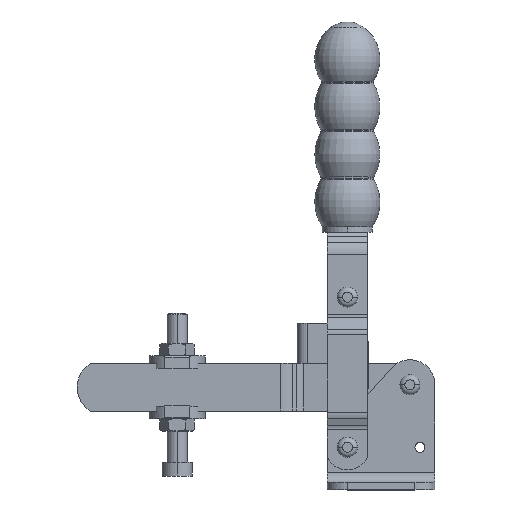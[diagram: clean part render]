
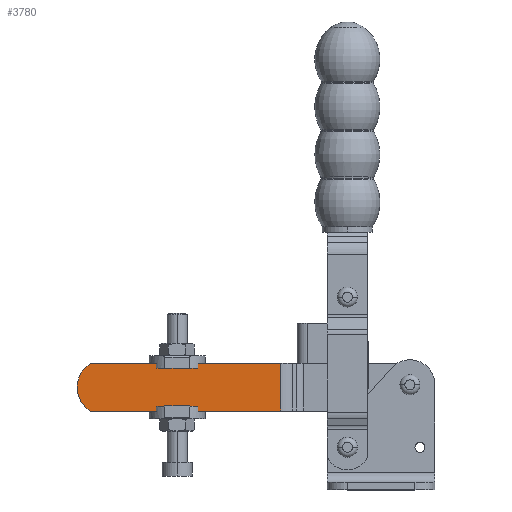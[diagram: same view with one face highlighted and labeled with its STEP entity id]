
A CAD part, top view. The second image highlights one B-rep face of the part: STEP entity #3780.
In plain terms, the highlighted planar face has unit normal (0, 0, 1).
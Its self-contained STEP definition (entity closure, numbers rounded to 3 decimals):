
#1844 = EDGE_CURVE( '', #3650, #2188, #5150, .T. );
#2188 = VERTEX_POINT( '', #5532 );
#2674 = VERTEX_POINT( '', #6071 );
#2868 = EDGE_CURVE( '', #2674, #3006, #6285, .T. );
#3006 = VERTEX_POINT( '', #6450 );
#3650 = VERTEX_POINT( '', #7170 );
#3780 = ADVANCED_FACE( '', ( #7315 ), #7316, .T. );
#3874 = EDGE_CURVE( '', #2188, #3006, #7417, .T. );
#4640 = EDGE_CURVE( '', #3650, #2674, #8260, .T. );
#5150 = CIRCLE( '', #8890, 11. );
#5532 = CARTESIAN_POINT( '', ( -94.545, 31.5, 7.5 ) );
#6071 = CARTESIAN_POINT( '', ( -18.686, 50.5, 7.5 ) );
#6285 = LINE( '', #10663, #10664 );
#6450 = CARTESIAN_POINT( '', ( -18.686, 31.5, 7.5 ) );
#7170 = CARTESIAN_POINT( '', ( -94.545, 50.5, 7.5 ) );
#7315 = FACE_OUTER_BOUND( '', #12117, .T. );
#7316 = PLANE( '', #12118 );
#7417 = LINE( '', #12267, #12268 );
#8260 = LINE( '', #13503, #13504 );
#8890 = AXIS2_PLACEMENT_3D( '', #14196, #14197, #14198 );
#10663 = CARTESIAN_POINT( '', ( -18.686, 50.5, 7.5 ) );
#10664 = VECTOR( '', #15498, 1. );
#12117 = EDGE_LOOP( '', ( #16792, #16793, #16794, #16795 ) );
#12118 = AXIS2_PLACEMENT_3D( '', #16796, #16797, #16798 );
#12267 = CARTESIAN_POINT( '', ( -100., 31.5, 7.5 ) );
#12268 = VECTOR( '', #16893, 1. );
#13503 = CARTESIAN_POINT( '', ( -100., 50.5, 7.5 ) );
#13504 = VECTOR( '', #17909, 1. );
#14196 = CARTESIAN_POINT( '', ( -89., 41., 7.5 ) );
#14197 = DIRECTION( '', ( 0., 0., 1. ) );
#14198 = DIRECTION( '', ( -0.504, 0.864, 0. ) );
#15498 = DIRECTION( '', ( 0., -1., 0. ) );
#16792 = ORIENTED_EDGE( '', *, *, #1844, .T. );
#16793 = ORIENTED_EDGE( '', *, *, #3874, .T. );
#16794 = ORIENTED_EDGE( '', *, *, #2868, .F. );
#16795 = ORIENTED_EDGE( '', *, *, #4640, .F. );
#16796 = CARTESIAN_POINT( '', ( -100., 50.5, 7.5 ) );
#16797 = DIRECTION( '', ( 0., 0., 1. ) );
#16798 = DIRECTION( '', ( -1., 0., 0. ) );
#16893 = DIRECTION( '', ( 1., 0., 0. ) );
#17909 = DIRECTION( '', ( 1., 0., 0. ) );
